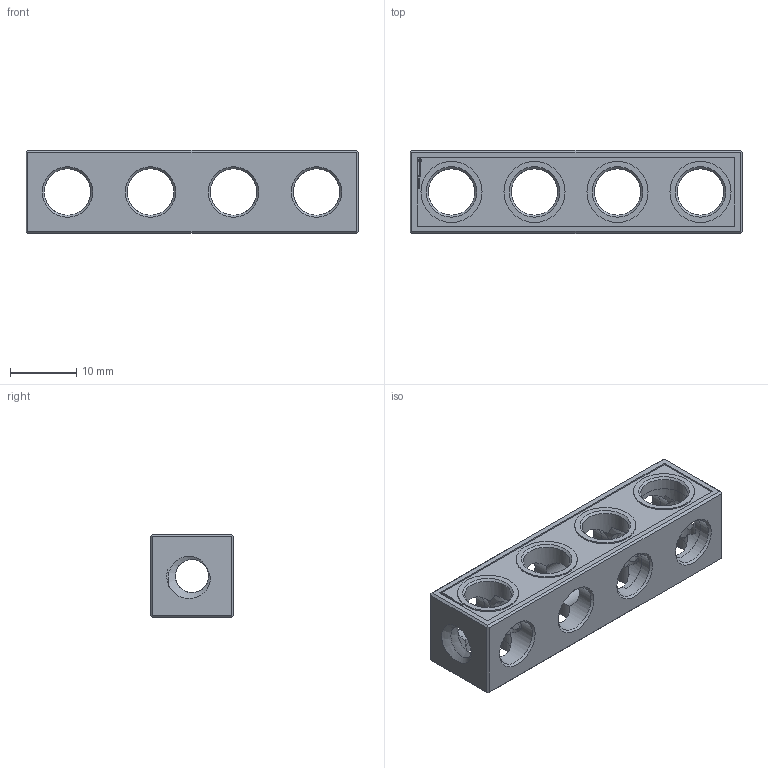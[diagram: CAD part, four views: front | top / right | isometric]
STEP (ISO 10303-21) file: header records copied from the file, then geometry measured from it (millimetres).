
FILE_DESCRIPTION(('FreeCAD Model'),'2;1');
FILE_NAME('Open CASCADE Shape Model','2021-07-01T09:24:21',( 'Paulo Kiefe'),('STEMFIE.org'),'Open CASCADE STEP processor 7.4', 'FreeCAD','Unknown');
FILE_SCHEMA(('AUTOMOTIVE_DESIGN { 1 0 10303 214 1 1 1 1 }'));
Products named in the file (1): Beam_STR_ESS_ERHRH_DE_BU04x01x01_-_SPN-BEM-0803_(stemfie.org)
Bounding box: 50 x 12.5 x 12.5 mm (x, y, z)
Volume: 4030.8 mm3; surface area: 4063.4 mm2
Topology: 1 solids, 1 shells, 560 faces, 1623 edges, 1088 vertices
Faces by surface type: plane 335, extrusion 144, bspline 36, cylinder 29, cone 16
Full cylindrical faces by diameter (mm): 7 x23, 9.2 x4
Entity records: 84249 total; most frequent: CARTESIAN_POINT 54133, DIRECTION 4585, VECTOR 3559, LINE 3415, ORIENTED_EDGE 3246, PCURVE 3246, DEFINITIONAL_REPRESENTATION 3246, EDGE_CURVE 1623
